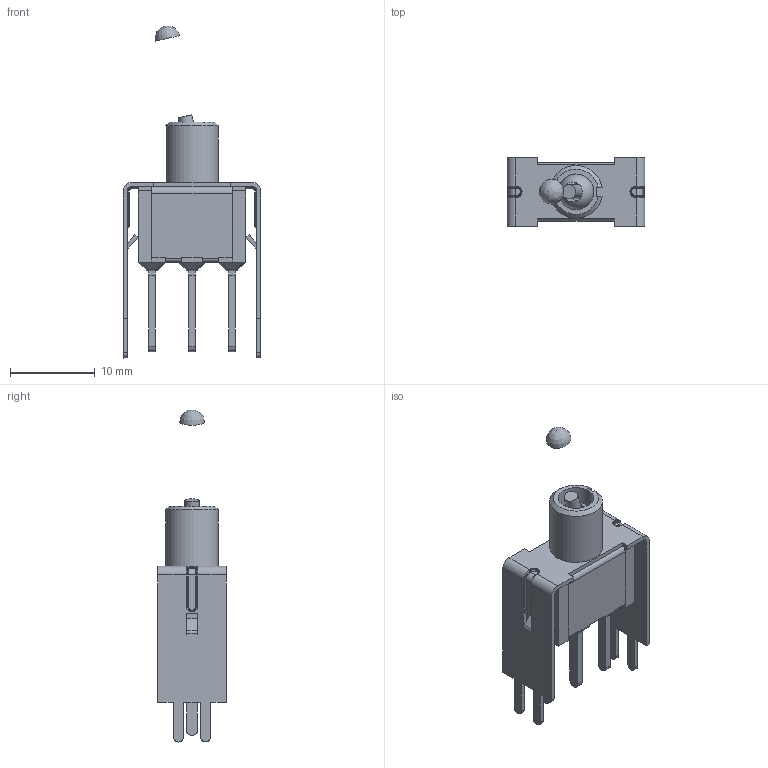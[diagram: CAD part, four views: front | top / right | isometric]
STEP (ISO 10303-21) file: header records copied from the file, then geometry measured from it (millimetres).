
FILE_DESCRIPTION(/* description */ (''),/* implementation_level */ '2;1');
FILE_NAME(/* name */ '100SPxT1B4VS3xE.stp',/* time_stamp */ '2026-01-16T18:38:56-06:00',/* author */ ('jmeyers'),/* organization */ (''),/* preprocessor_version */ 'ST-DEVELOPER v18.1',/* originating_system */ 'Autodesk Inventor 2022',/* authorisation */ '');
FILE_SCHEMA (('AUTOMOTIVE_DESIGN { 1 0 10303 214 3 1 1 }'));
Length unit declared in the file: inch
Products named in the file (1): Part153
Bounding box: 16.26 x 8.13 x 39.12 mm (x, y, z)
Volume: 1232.5 mm3; surface area: 1839.2 mm2
Topology: 1 solids, 6 shells, 372 faces, 930 edges, 558 vertices
Faces by surface type: plane 221, cylinder 101, torus 32, sphere 14, cone 3, bspline 1
Full cylindrical faces by diameter (mm): 1.65 x1, 4.2 x2
Entity records: 10935 total; most frequent: CARTESIAN_POINT 1927, DIRECTION 1921, ORIENTED_EDGE 1836, EDGE_CURVE 918, LINE 653, VECTOR 653, AXIS2_PLACEMENT_3D 634, VERTEX_POINT 558
